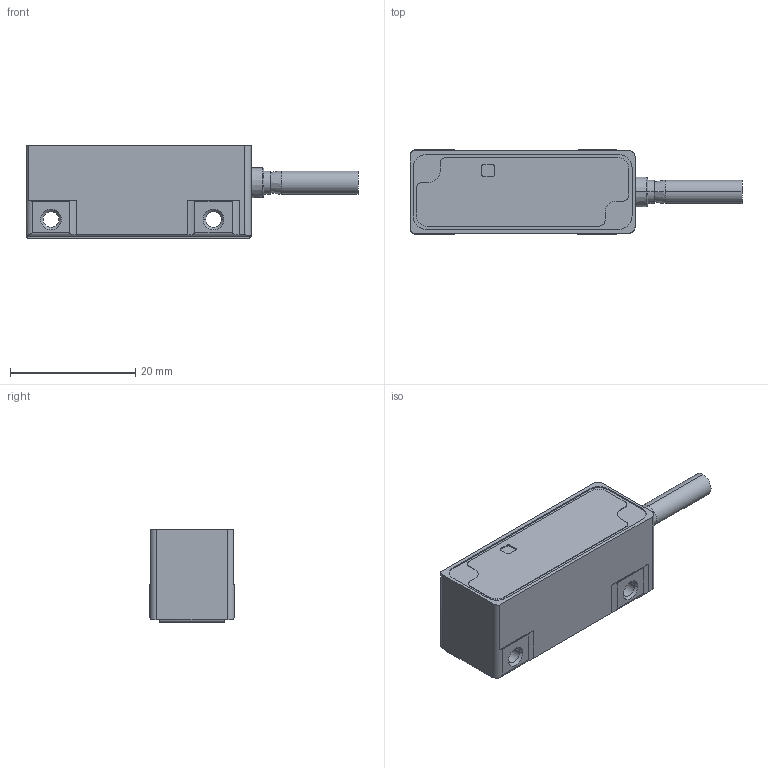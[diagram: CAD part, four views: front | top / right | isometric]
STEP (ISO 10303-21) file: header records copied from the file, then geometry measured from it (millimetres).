
FILE_DESCRIPTION((''),'2;1');
FILE_NAME('1237917-01-Z01','2021-10-14T08:31:02',('AT10780'),(''),'CREO PARAMETRIC BY PTC INC, 2019164','CREO PARAMETRIC BY PTC INC, 2019164','');
FILE_SCHEMA(('AUTOMOTIVE_DESIGN { 1 0 10303 214 1 1 1 1 }'));
Length unit declared in the file: millimetre
Products named in the file (1): 1237917-01-Z01
Bounding box: 53.1 x 13.5 x 14.8 mm (x, y, z)
Volume: 7010.7 mm3; surface area: 2791.1 mm2
Topology: 1 solids, 1 shells, 103 faces, 479 edges, 385 vertices
Faces by surface type: plane 51, cylinder 38, cone 10, torus 2, bspline 2
Entity records: 6119 total; most frequent: CARTESIAN_POINT 1158, DIRECTION 677, ORIENTED_EDGE 532, PRESENTATION_STYLE_ASSIGNMENT 480, STYLED_ITEM 480, CURVE_STYLE 479, VECTOR 297, LINE 297
